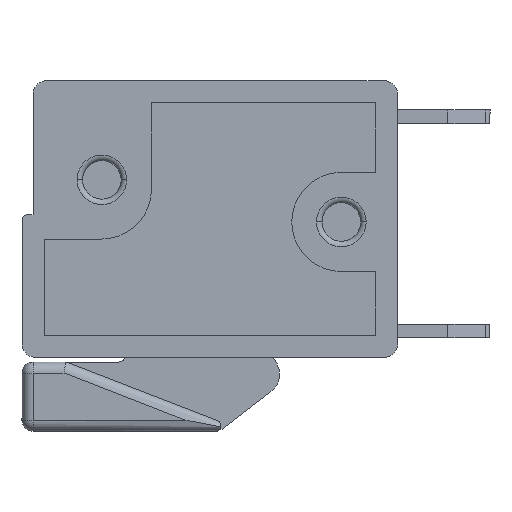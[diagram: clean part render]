
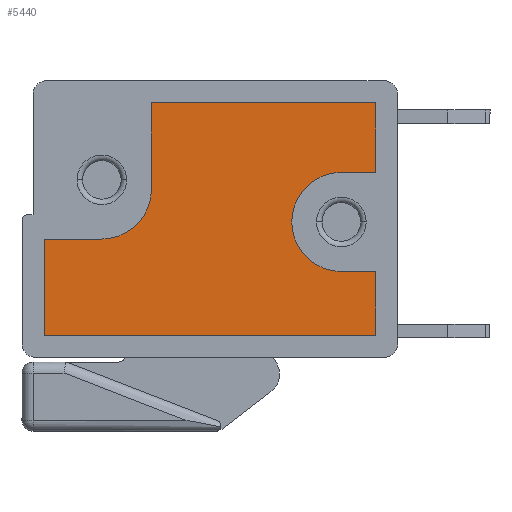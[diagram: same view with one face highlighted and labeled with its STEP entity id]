
A CAD part, left-side view. The second image highlights one B-rep face of the part: STEP entity #5440.
In plain terms, the highlighted face is planar.
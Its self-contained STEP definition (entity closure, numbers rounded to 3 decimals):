
#36 = VERTEX_POINT ( 'NONE', #4032 ) ;
#147 = LINE ( 'NONE', #2683, #2161 ) ;
#201 = EDGE_CURVE ( 'NONE', #5020, #6679, #1063, .T. ) ;
#378 = DIRECTION ( 'NONE',  ( -1., 0., 0. ) ) ;
#413 = CARTESIAN_POINT ( 'NONE',  ( 4.775, 0.105, -5.02 ) ) ;
#523 = CARTESIAN_POINT ( 'NONE',  ( -3.925, -1.075, -5.02 ) ) ;
#574 = CARTESIAN_POINT ( 'NONE',  ( -6.025, 0.725, -5.02 ) ) ;
#618 = ORIENTED_EDGE ( 'NONE', *, *, #6875, .T. ) ;
#634 = VERTEX_POINT ( 'NONE', #4853 ) ;
#829 = EDGE_CURVE ( 'NONE', #634, #4491, #4034, .T. ) ;
#862 = EDGE_CURVE ( 'NONE', #7370, #5020, #147, .T. ) ;
#919 = CARTESIAN_POINT ( 'NONE',  ( -3.925, 0.725, -5.02 ) ) ;
#925 = VERTEX_POINT ( 'NONE', #5327 ) ;
#1004 = AXIS2_PLACEMENT_3D ( 'NONE', #3549, #6092, #378 ) ;
#1014 = PLANE ( 'NONE',  #1004 ) ;
#1063 = LINE ( 'NONE', #3603, #2574 ) ;
#1112 = VECTOR ( 'NONE', #3454, 1000. ) ;
#1246 = VECTOR ( 'NONE', #6590, 1000. ) ;
#1357 = LINE ( 'NONE', #3907, #2475 ) ;
#1471 = VERTEX_POINT ( 'NONE', #1828 ) ;
#1507 = LINE ( 'NONE', #4049, #1246 ) ;
#1626 = ORIENTED_EDGE ( 'NONE', *, *, #3093, .T. ) ;
#1828 = CARTESIAN_POINT ( 'NONE',  ( -2.125, -4.225, -5.02 ) ) ;
#1843 = DIRECTION ( 'NONE',  ( 1., 0., 0. ) ) ;
#1856 = CARTESIAN_POINT ( 'NONE',  ( -2.125, -4.225, -5.02 ) ) ;
#1983 = VERTEX_POINT ( 'NONE', #5875 ) ;
#2161 = VECTOR ( 'NONE', #5237, 1000. ) ;
#2206 = ORIENTED_EDGE ( 'NONE', *, *, #4834, .T. ) ;
#2335 = ORIENTED_EDGE ( 'NONE', *, *, #7580, .T. ) ;
#2401 = CARTESIAN_POINT ( 'NONE',  ( 6.025, -4.225, -5.02 ) ) ;
#2475 = VECTOR ( 'NONE', #6449, 1000. ) ;
#2567 = EDGE_CURVE ( 'NONE', #1983, #925, #7364, .T. ) ;
#2574 = VECTOR ( 'NONE', #6146, 1000. ) ;
#2601 = VERTEX_POINT ( 'NONE', #5029 ) ;
#2608 = CARTESIAN_POINT ( 'NONE',  ( 4.775, 0.105, -5.02 ) ) ;
#2609 = EDGE_CURVE ( 'NONE', #1471, #1983, #7574, .T. ) ;
#2683 = CARTESIAN_POINT ( 'NONE',  ( -6.025, 4.225, -5.02 ) ) ;
#2734 = VECTOR ( 'NONE', #3118, 1000. ) ;
#2963 = DIRECTION ( 'NONE',  ( 0., 0., 1. ) ) ;
#3065 = DIRECTION ( 'NONE',  ( 0., 0., 1. ) ) ;
#3091 = AXIS2_PLACEMENT_3D ( 'NONE', #2608, #5157, #7702 ) ;
#3093 = EDGE_CURVE ( 'NONE', #6679, #634, #1507, .T. ) ;
#3118 = DIRECTION ( 'NONE',  ( 0., 1., 0. ) ) ;
#3142 = EDGE_CURVE ( 'NONE', #925, #7640, #6634, .T. ) ;
#3200 = EDGE_LOOP ( 'NONE', ( #7188, #7392, #3833, #4134, #5334, #1626, #4899, #2335, #618, #2206, #6980, #7300 ) ) ;
#3297 = CARTESIAN_POINT ( 'NONE',  ( -6.025, 4.225, -5.02 ) ) ;
#3454 = DIRECTION ( 'NONE',  ( -1., 0., 0. ) ) ;
#3549 = CARTESIAN_POINT ( 'NONE',  ( -3.925, -1.075, -5.02 ) ) ;
#3603 = CARTESIAN_POINT ( 'NONE',  ( 6.025, 4.225, -5.02 ) ) ;
#3833 = ORIENTED_EDGE ( 'NONE', *, *, #8088, .T. ) ;
#3907 = CARTESIAN_POINT ( 'NONE',  ( 6.025, -1.695, -5.02 ) ) ;
#3917 = CARTESIAN_POINT ( 'NONE',  ( 6.025, -1.695, -5.02 ) ) ;
#4032 = CARTESIAN_POINT ( 'NONE',  ( 6.025, -4.225, -5.02 ) ) ;
#4034 = CIRCLE ( 'NONE', #3091, 1.8 ) ;
#4049 = CARTESIAN_POINT ( 'NONE',  ( 6.025, 1.905, -5.02 ) ) ;
#4134 = ORIENTED_EDGE ( 'NONE', *, *, #862, .T. ) ;
#4396 = DIRECTION ( 'NONE',  ( 0., 1., 0. ) ) ;
#4464 = AXIS2_PLACEMENT_3D ( 'NONE', #413, #2963, #5513 ) ;
#4468 = VERTEX_POINT ( 'NONE', #3917 ) ;
#4491 = VERTEX_POINT ( 'NONE', #5864 ) ;
#4766 = CARTESIAN_POINT ( 'NONE',  ( 6.025, 4.225, -5.02 ) ) ;
#4834 = EDGE_CURVE ( 'NONE', #4468, #36, #1357, .T. ) ;
#4853 = CARTESIAN_POINT ( 'NONE',  ( 4.775, 1.905, -5.02 ) ) ;
#4899 = ORIENTED_EDGE ( 'NONE', *, *, #829, .T. ) ;
#4950 = DIRECTION ( 'NONE',  ( -1., 0., 0. ) ) ;
#5012 = LINE ( 'NONE', #7560, #5521 ) ;
#5020 = VERTEX_POINT ( 'NONE', #4766 ) ;
#5029 = CARTESIAN_POINT ( 'NONE',  ( 4.775, -1.695, -5.02 ) ) ;
#5157 = DIRECTION ( 'NONE',  ( 0., 0., 1. ) ) ;
#5237 = DIRECTION ( 'NONE',  ( 1., 0., 0. ) ) ;
#5327 = CARTESIAN_POINT ( 'NONE',  ( -3.925, 0.725, -5.02 ) ) ;
#5334 = ORIENTED_EDGE ( 'NONE', *, *, #201, .T. ) ;
#5440 = ADVANCED_FACE ( 'NONE', ( #6720 ), #1014, .T. ) ;
#5513 = DIRECTION ( 'NONE',  ( -1., 0., 0. ) ) ;
#5521 = VECTOR ( 'NONE', #1843, 1000. ) ;
#5610 = DIRECTION ( 'NONE',  ( -1., 0., 0. ) ) ;
#5864 = CARTESIAN_POINT ( 'NONE',  ( 2.975, 0.105, -5.02 ) ) ;
#5875 = CARTESIAN_POINT ( 'NONE',  ( -2.125, -1.075, -5.02 ) ) ;
#6092 = DIRECTION ( 'NONE',  ( 0., 0., -1. ) ) ;
#6146 = DIRECTION ( 'NONE',  ( 0., -1., 0. ) ) ;
#6283 = LINE ( 'NONE', #574, #2734 ) ;
#6449 = DIRECTION ( 'NONE',  ( 0., -1., 0. ) ) ;
#6590 = DIRECTION ( 'NONE',  ( -1., 0., 0. ) ) ;
#6634 = LINE ( 'NONE', #919, #1112 ) ;
#6679 = VERTEX_POINT ( 'NONE', #7306 ) ;
#6720 = FACE_OUTER_BOUND ( 'NONE', #3200, .T. ) ;
#6875 = EDGE_CURVE ( 'NONE', #2601, #4468, #5012, .T. ) ;
#6980 = ORIENTED_EDGE ( 'NONE', *, *, #8011, .T. ) ;
#7188 = ORIENTED_EDGE ( 'NONE', *, *, #2567, .T. ) ;
#7212 = VECTOR ( 'NONE', #4396, 1000. ) ;
#7300 = ORIENTED_EDGE ( 'NONE', *, *, #2609, .T. ) ;
#7306 = CARTESIAN_POINT ( 'NONE',  ( 6.025, 1.905, -5.02 ) ) ;
#7363 = AXIS2_PLACEMENT_3D ( 'NONE', #523, #3065, #5610 ) ;
#7364 = CIRCLE ( 'NONE', #7363, 1.8 ) ;
#7370 = VERTEX_POINT ( 'NONE', #3297 ) ;
#7392 = ORIENTED_EDGE ( 'NONE', *, *, #3142, .T. ) ;
#7560 = CARTESIAN_POINT ( 'NONE',  ( 4.775, -1.695, -5.02 ) ) ;
#7574 = LINE ( 'NONE', #1856, #7212 ) ;
#7580 = EDGE_CURVE ( 'NONE', #4491, #2601, #8065, .T. ) ;
#7640 = VERTEX_POINT ( 'NONE', #8125 ) ;
#7702 = DIRECTION ( 'NONE',  ( -1., 0., 0. ) ) ;
#7792 = VECTOR ( 'NONE', #4950, 1000. ) ;
#8011 = EDGE_CURVE ( 'NONE', #36, #1471, #8116, .T. ) ;
#8065 = CIRCLE ( 'NONE', #4464, 1.8 ) ;
#8088 = EDGE_CURVE ( 'NONE', #7640, #7370, #6283, .T. ) ;
#8116 = LINE ( 'NONE', #2401, #7792 ) ;
#8125 = CARTESIAN_POINT ( 'NONE',  ( -6.025, 0.725, -5.02 ) ) ;
